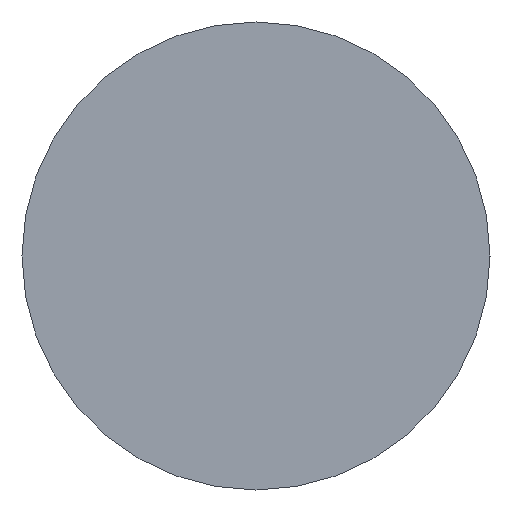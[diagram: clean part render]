
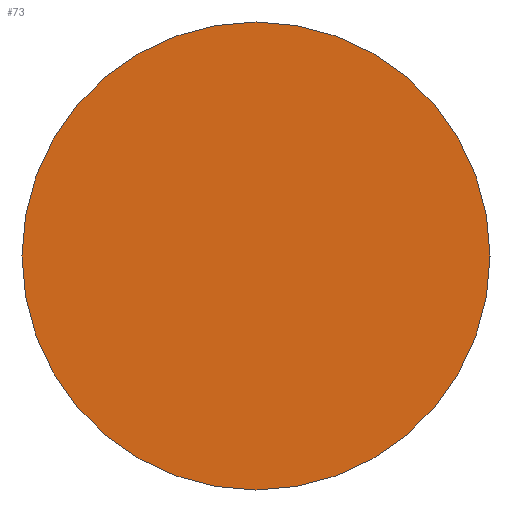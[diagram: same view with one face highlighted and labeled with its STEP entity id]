
A CAD part, front view. The second image highlights one B-rep face of the part: STEP entity #73.
In plain terms, the highlighted planar face has unit normal (0, -1, 0).
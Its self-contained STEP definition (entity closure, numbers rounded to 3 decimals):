
#56=PLANE('',#236);
#60=FACE_OUTER_BOUND('',#128,.T.);
#73=ADVANCED_FACE('',(#60),#56,.F.);
#128=EDGE_LOOP('',(#158));
#158=ORIENTED_EDGE('',*,*,#199,.T.);
#184=VERTEX_POINT('',#337);
#199=EDGE_CURVE('',#184,#184,#214,.T.);
#214=CIRCLE('',#234,2.05);
#234=AXIS2_PLACEMENT_3D('',#336,#277,#278);
#236=AXIS2_PLACEMENT_3D('',#339,#281,#282);
#277=DIRECTION('',(0.,-1.,0.));
#278=DIRECTION('',(1.,0.,0.));
#281=DIRECTION('',(0.,1.,0.));
#282=DIRECTION('',(-1.,0.,0.));
#336=CARTESIAN_POINT('',(-1.546,-11.878,0.));
#337=CARTESIAN_POINT('',(0.504,-11.878,0.));
#339=CARTESIAN_POINT('',(0.504,-11.878,0.));
